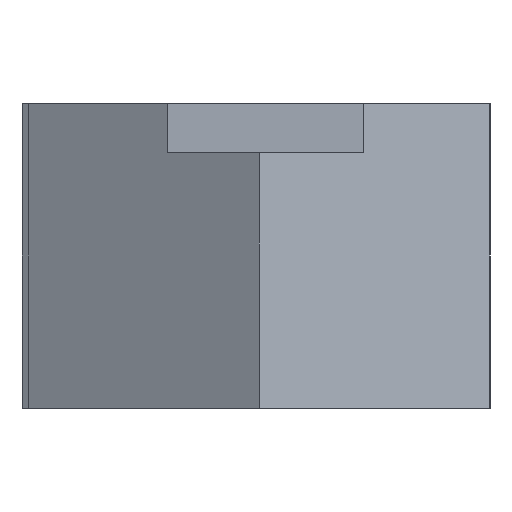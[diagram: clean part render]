
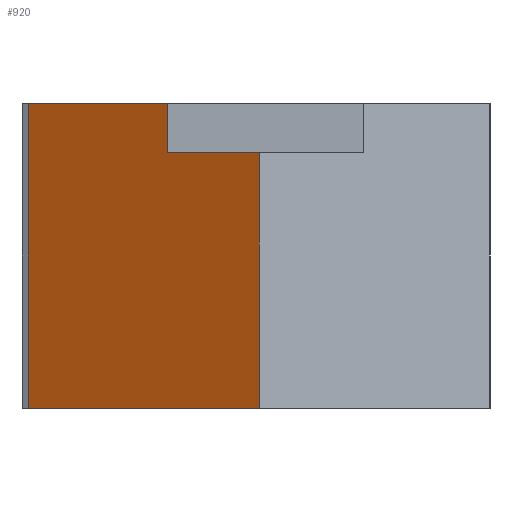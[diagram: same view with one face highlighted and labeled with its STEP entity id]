
A CAD part, left-side view. The second image highlights one B-rep face of the part: STEP entity #920.
In plain terms, the highlighted planar face has unit normal (-0.866, 0.5, 0).
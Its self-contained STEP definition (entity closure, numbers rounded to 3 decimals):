
#34=FACE_OUTER_BOUND('',#80,.T.);
#80=EDGE_LOOP('',(#679,#680,#681,#682,#683,#684));
#126=LINE('',#1277,#258);
#147=LINE('',#1321,#279);
#167=LINE('',#1361,#299);
#175=LINE('',#1377,#307);
#176=LINE('',#1379,#308);
#177=LINE('',#1380,#309);
#258=VECTOR('',#1038,10.);
#279=VECTOR('',#1069,10.);
#299=VECTOR('',#1105,10.);
#307=VECTOR('',#1117,10.);
#308=VECTOR('',#1118,10.);
#309=VECTOR('',#1119,10.);
#387=VERTEX_POINT('',#1271);
#389=VERTEX_POINT('',#1275);
#407=VERTEX_POINT('',#1320);
#419=VERTEX_POINT('',#1360);
#425=VERTEX_POINT('',#1376);
#426=VERTEX_POINT('',#1378);
#478=EDGE_CURVE('',#387,#389,#126,.T.);
#499=EDGE_CURVE('',#389,#407,#147,.T.);
#519=EDGE_CURVE('',#387,#419,#167,.T.);
#527=EDGE_CURVE('',#425,#407,#175,.T.);
#528=EDGE_CURVE('',#426,#425,#176,.T.);
#529=EDGE_CURVE('',#419,#426,#177,.T.);
#679=ORIENTED_EDGE('',*,*,#478,.T.);
#680=ORIENTED_EDGE('',*,*,#499,.T.);
#681=ORIENTED_EDGE('',*,*,#527,.F.);
#682=ORIENTED_EDGE('',*,*,#528,.F.);
#683=ORIENTED_EDGE('',*,*,#529,.F.);
#684=ORIENTED_EDGE('',*,*,#519,.F.);
#874=PLANE('',#980);
#920=ADVANCED_FACE('',(#34),#874,.T.);
#980=AXIS2_PLACEMENT_3D('',#1375,#1115,#1116);
#1038=DIRECTION('',(0.5,0.866,0.));
#1069=DIRECTION('',(0.,0.,1.));
#1105=DIRECTION('',(0.,0.,-1.));
#1115=DIRECTION('center_axis',(-0.866,0.5,0.));
#1116=DIRECTION('ref_axis',(0.5,0.866,0.));
#1117=DIRECTION('',(-0.5,-0.866,0.));
#1118=DIRECTION('',(0.,0.,1.));
#1119=DIRECTION('',(0.5,0.866,0.));
#1271=CARTESIAN_POINT('',(-28.621,10.703,-38.9));
#1275=CARTESIAN_POINT('',(-28.082,11.637,-38.9));
#1277=CARTESIAN_POINT('',(-25.495,16.117,-38.9));
#1320=CARTESIAN_POINT('',(-28.082,11.637,-38.4));
#1321=CARTESIAN_POINT('',(-28.082,11.637,-39.2));
#1360=CARTESIAN_POINT('',(-28.621,10.703,-41.5));
#1361=CARTESIAN_POINT('',(-28.621,10.703,-40.));
#1375=CARTESIAN_POINT('Origin',(-28.621,10.703,-40.));
#1376=CARTESIAN_POINT('',(-27.265,13.053,-38.4));
#1377=CARTESIAN_POINT('',(-28.621,10.703,-38.4));
#1378=CARTESIAN_POINT('',(-27.265,13.053,-41.5));
#1379=CARTESIAN_POINT('',(-27.265,13.053,-40.));
#1380=CARTESIAN_POINT('',(-28.621,10.703,-41.5));
